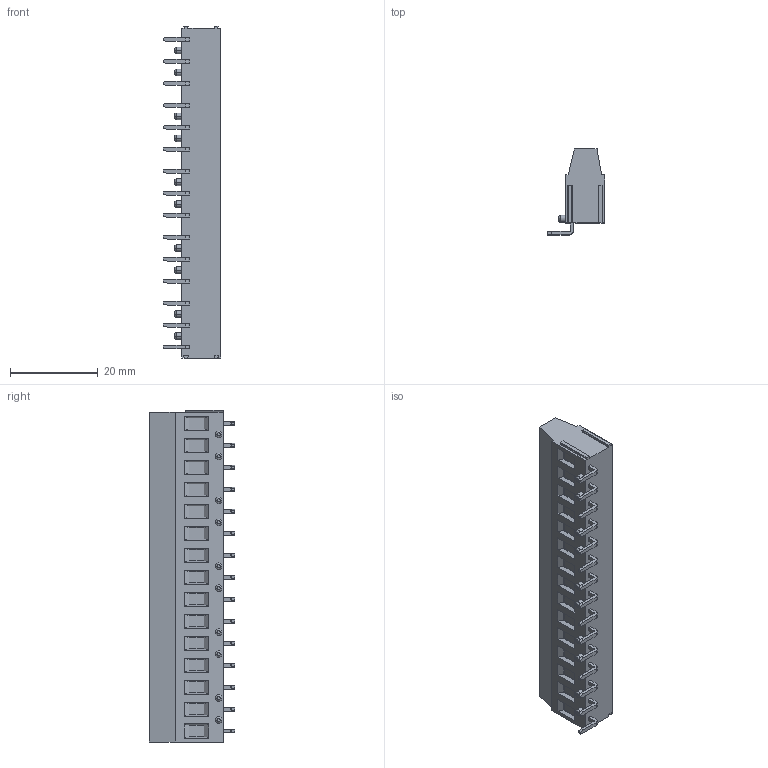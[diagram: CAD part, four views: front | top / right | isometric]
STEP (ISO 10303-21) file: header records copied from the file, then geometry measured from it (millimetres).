
FILE_DESCRIPTION((''),'2;1');
FILE_NAME('PRT0050','2024-11-02T',('yanfa'),(''),'PRO/ENGINEER BY PARAMETRIC TECHNOLOGY CORPORATION, 2009280','PRO/ENGINEER BY PARAMETRIC TECHNOLOGY CORPORATION, 2009280','');
FILE_SCHEMA(('AUTOMOTIVE_DESIGN_CC2 { 1 2 10303 214 -1 1 5 2 }'));
Length unit declared in the file: millimetre
Products named in the file (1): PRT0050
Bounding box: 13.1 x 19.45 x 75.56 mm (x, y, z)
Volume: 9637.5 mm3; surface area: 5455.9 mm2
Topology: 1 solids, 1 shells, 692 faces, 1660 edges, 1040 vertices
Faces by surface type: plane 396, cylinder 186, cone 60, torus 30, bspline 20
Entity records: 20546 total; most frequent: CARTESIAN_POINT 4232, DIRECTION 3446, ORIENTED_EDGE 3320, EDGE_CURVE 1660, AXIS2_PLACEMENT_3D 1174, VECTOR 1098, LINE 1098, VERTEX_POINT 1040
